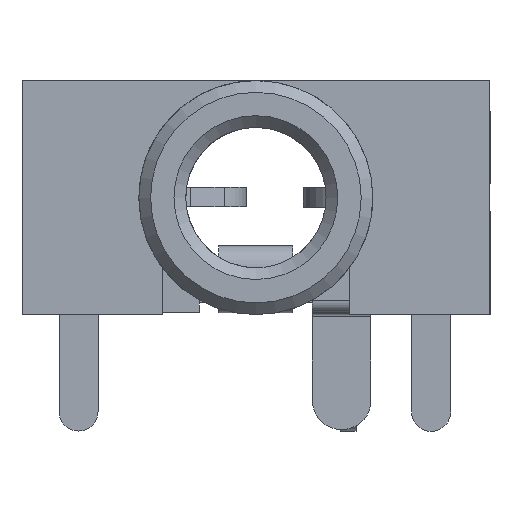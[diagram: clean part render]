
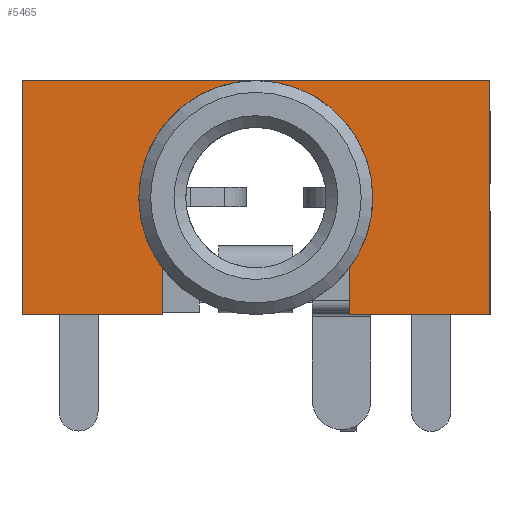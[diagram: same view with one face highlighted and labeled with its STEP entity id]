
A CAD part, left-side view. The second image highlights one B-rep face of the part: STEP entity #5465.
In plain terms, the highlighted planar face has unit normal (-1, 0, 0).
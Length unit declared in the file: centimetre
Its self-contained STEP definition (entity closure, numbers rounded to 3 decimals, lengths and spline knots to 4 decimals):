
#281=CIRCLE('',#5816,0.24);
#772=VERTEX_POINT('',#8405);
#773=VERTEX_POINT('',#8407);
#784=VERTEX_POINT('',#8445);
#785=VERTEX_POINT('',#8447);
#822=VERTEX_POINT('',#8555);
#823=VERTEX_POINT('',#8557);
#824=VERTEX_POINT('',#8561);
#825=VERTEX_POINT('',#8563);
#1390=VECTOR('',#6859,1.);
#1409=VECTOR('',#6888,1.);
#1455=VECTOR('',#6969,1.);
#1458=VECTOR('',#6973,1.);
#1460=VECTOR('',#6979,1.);
#1472=VECTOR('',#6999,1.);
#2033=LINE('',#8406,#1390);
#2052=LINE('',#8446,#1409);
#2098=LINE('',#8556,#1455);
#2101=LINE('',#8562,#1458);
#2103=LINE('',#8567,#1460);
#2115=LINE('',#8591,#1472);
#2841=EDGE_CURVE('',#772,#773,#2033,.T.);
#2867=EDGE_CURVE('',#785,#784,#2052,.T.);
#2926=EDGE_CURVE('',#823,#822,#2098,.T.);
#2929=EDGE_CURVE('',#825,#824,#2101,.T.);
#2931=EDGE_CURVE('',#822,#825,#281,.T.);
#2933=EDGE_CURVE('',#823,#772,#2103,.T.);
#2934=EDGE_CURVE('',#785,#824,#2103,.T.);
#2946=EDGE_CURVE('',#784,#773,#2115,.T.);
#4593=ORIENTED_EDGE('',*,*,#2929,.T.);
#4594=ORIENTED_EDGE('',*,*,#2934,.F.);
#4595=ORIENTED_EDGE('',*,*,#2867,.T.);
#4596=ORIENTED_EDGE('',*,*,#2946,.T.);
#4597=ORIENTED_EDGE('',*,*,#2841,.F.);
#4598=ORIENTED_EDGE('',*,*,#2933,.F.);
#4599=ORIENTED_EDGE('',*,*,#2926,.T.);
#4600=ORIENTED_EDGE('',*,*,#2931,.T.);
#4897=EDGE_LOOP('',(#4593,#4594,#4595,#4596,#4597,#4598,#4599,#4600));
#5188=FACE_BOUND('',#4897,.T.);
#5465=ADVANCED_FACE('',(#5188),#8775,.T.);
#5816=AXIS2_PLACEMENT_3D('',#8566,#6977,#6978);
#5824=AXIS2_PLACEMENT_3D('',#8590,#6998,$);
#6859=DIRECTION('',(0.,0.,1.));
#6888=DIRECTION('',(0.,0.,1.));
#6969=DIRECTION('',(0.,0.,1.));
#6973=DIRECTION('',(0.,0.,-1.));
#6977=DIRECTION('',(1.,0.,0.));
#6978=DIRECTION('',(0.,0.,0.24));
#6979=DIRECTION('',(0.,1.,0.));
#6998=DIRECTION('',(-1.,0.,0.));
#6999=DIRECTION('',(0.,1.,0.));
#8405=CARTESIAN_POINT('',(-0.25,0.6,0.));
#8406=CARTESIAN_POINT('',(-0.25,0.6,0.));
#8407=CARTESIAN_POINT('',(-0.25,0.6,0.6));
#8445=CARTESIAN_POINT('',(-0.25,-0.6,0.6));
#8446=CARTESIAN_POINT('',(-0.25,-0.6,0.));
#8447=CARTESIAN_POINT('',(-0.25,-0.6,0.));
#8555=CARTESIAN_POINT('',(-0.25,0.24,0.3));
#8556=CARTESIAN_POINT('',(-0.25,0.24,0.075));
#8557=CARTESIAN_POINT('',(-0.25,0.24,0.));
#8561=CARTESIAN_POINT('',(-0.25,-0.24,0.));
#8562=CARTESIAN_POINT('',(-0.25,-0.24,0.075));
#8563=CARTESIAN_POINT('',(-0.25,-0.24,0.3));
#8566=CARTESIAN_POINT('',(-0.25,0.,0.3));
#8567=CARTESIAN_POINT('',(-0.25,-0.6,0.));
#8590=CARTESIAN_POINT('',(-0.25,0.,0.));
#8591=CARTESIAN_POINT('',(-0.25,-0.6,0.6));
#8775=PLANE('',#5824);
